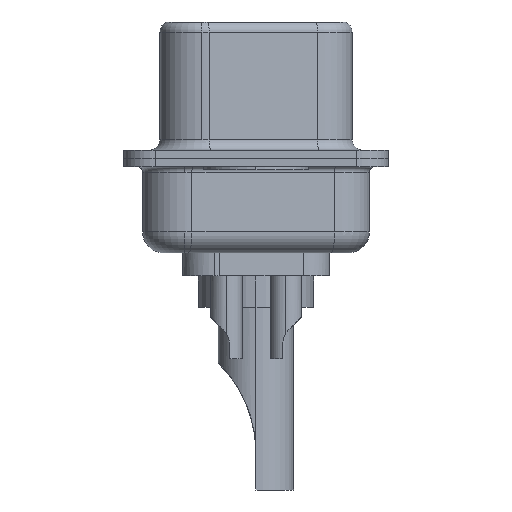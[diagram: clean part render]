
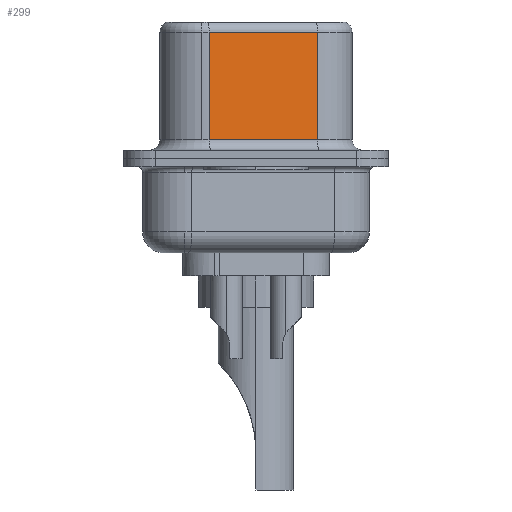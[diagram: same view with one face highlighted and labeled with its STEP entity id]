
A CAD part, left-side view. The second image highlights one B-rep face of the part: STEP entity #299.
In plain terms, the highlighted planar face has unit normal (-0.985, -0.174, 0).
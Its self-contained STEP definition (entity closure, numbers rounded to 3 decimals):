
#299 = ADVANCED_FACE ( 'NONE', ( #4558 ), #3703, .F. ) ;
#474 = CARTESIAN_POINT ( 'NONE',  ( 4.565, -2.927, 6.52 ) ) ;
#1192 = DIRECTION ( 'NONE',  ( 0.174, -0.985, 0. ) ) ;
#1411 = LINE ( 'NONE', #11501, #10818 ) ;
#1442 = DIRECTION ( 'NONE',  ( 0., 0., -1. ) ) ;
#1446 = CARTESIAN_POINT ( 'NONE',  ( 4.565, -2.927, 6.02 ) ) ;
#1779 = CARTESIAN_POINT ( 'NONE',  ( 4.565, -2.927, 6.02 ) ) ;
#2807 = EDGE_CURVE ( 'NONE', #15570, #3660, #1411, .T. ) ;
#2828 = EDGE_CURVE ( 'NONE', #8930, #3660, #4282, .T. ) ;
#3197 = ORIENTED_EDGE ( 'NONE', *, *, #2807, .T. ) ;
#3660 = VERTEX_POINT ( 'NONE', #9434 ) ;
#3703 = PLANE ( 'NONE',  #6147 ) ;
#3812 = DIRECTION ( 'NONE',  ( -0.174, 0.985, 0. ) ) ;
#3845 = DIRECTION ( 'NONE',  ( 0.985, 0.174, 0. ) ) ;
#4282 = LINE ( 'NONE', #4994, #7152 ) ;
#4558 = FACE_OUTER_BOUND ( 'NONE', #9367, .T. ) ;
#4923 = CARTESIAN_POINT ( 'NONE',  ( 3.655, 2.233, 6.02 ) ) ;
#4994 = CARTESIAN_POINT ( 'NONE',  ( 4.565, -2.927, 6.52 ) ) ;
#5600 = EDGE_CURVE ( 'NONE', #15296, #15570, #15246, .T. ) ;
#5614 = DIRECTION ( 'NONE',  ( -0.174, 0.985, 0. ) ) ;
#6147 = AXIS2_PLACEMENT_3D ( 'NONE', #474, #3845, #3812 ) ;
#7152 = VECTOR ( 'NONE', #1442, 1000. ) ;
#7189 = CARTESIAN_POINT ( 'NONE',  ( 3.655, 2.233, 6.52 ) ) ;
#7217 = DIRECTION ( 'NONE',  ( 0., 0., -1. ) ) ;
#8443 = ORIENTED_EDGE ( 'NONE', *, *, #2828, .F. ) ;
#8645 = VECTOR ( 'NONE', #5614, 1000. ) ;
#8829 = ORIENTED_EDGE ( 'NONE', *, *, #10464, .T. ) ;
#8930 = VERTEX_POINT ( 'NONE', #1779 ) ;
#9295 = VECTOR ( 'NONE', #7217, 1000. ) ;
#9367 = EDGE_LOOP ( 'NONE', ( #8443, #8829, #15555, #3197 ) ) ;
#9434 = CARTESIAN_POINT ( 'NONE',  ( 4.565, -2.927, 0.9 ) ) ;
#10464 = EDGE_CURVE ( 'NONE', #8930, #15296, #15380, .T. ) ;
#10818 = VECTOR ( 'NONE', #1192, 1000. ) ;
#11414 = CARTESIAN_POINT ( 'NONE',  ( 3.655, 2.233, 0.9 ) ) ;
#11501 = CARTESIAN_POINT ( 'NONE',  ( 4.565, -2.927, 0.9 ) ) ;
#15246 = LINE ( 'NONE', #7189, #9295 ) ;
#15296 = VERTEX_POINT ( 'NONE', #4923 ) ;
#15380 = LINE ( 'NONE', #1446, #8645 ) ;
#15555 = ORIENTED_EDGE ( 'NONE', *, *, #5600, .T. ) ;
#15570 = VERTEX_POINT ( 'NONE', #11414 ) ;
